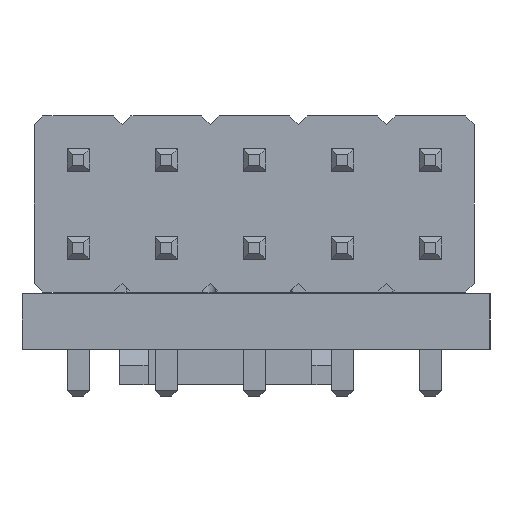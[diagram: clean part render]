
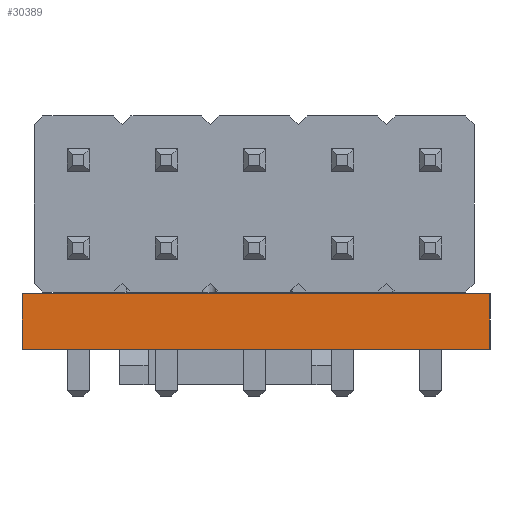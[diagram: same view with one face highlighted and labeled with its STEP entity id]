
A CAD part, left-side view. The second image highlights one B-rep face of the part: STEP entity #30389.
In plain terms, the highlighted planar face has unit normal (-1, 0, 0).
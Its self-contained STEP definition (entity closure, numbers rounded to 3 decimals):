
#30389 = ADVANCED_FACE('',(#30390),#30404,.F.);
#30390 = FACE_BOUND('',#30391,.F.);
#30391 = EDGE_LOOP('',(#30392,#30427,#30455,#30483));
#30392 = ORIENTED_EDGE('',*,*,#30393,.T.);
#30393 = EDGE_CURVE('',#30394,#30396,#30398,.T.);
#30394 = VERTEX_POINT('',#30395);
#30395 = CARTESIAN_POINT('',(-16.4,6.75,0.));
#30396 = VERTEX_POINT('',#30397);
#30397 = CARTESIAN_POINT('',(-16.4,6.75,1.6));
#30398 = SURFACE_CURVE('',#30399,(#30403,#30415),.PCURVE_S1.);
#30399 = LINE('',#30400,#30401);
#30400 = CARTESIAN_POINT('',(-16.4,6.75,0.));
#30401 = VECTOR('',#30402,1.);
#30402 = DIRECTION('',(0.,0.,1.));
#30403 = PCURVE('',#30404,#30409);
#30404 = PLANE('',#30405);
#30405 = AXIS2_PLACEMENT_3D('',#30406,#30407,#30408);
#30406 = CARTESIAN_POINT('',(-16.4,6.75,0.));
#30407 = DIRECTION('',(1.,0.,0.));
#30408 = DIRECTION('',(0.,-1.,0.));
#30409 = DEFINITIONAL_REPRESENTATION('',(#30410),#30414);
#30410 = LINE('',#30411,#30412);
#30411 = CARTESIAN_POINT('',(0.,0.));
#30412 = VECTOR('',#30413,1.);
#30413 = DIRECTION('',(0.,-1.));
#30414 = ( GEOMETRIC_REPRESENTATION_CONTEXT(2) 
PARAMETRIC_REPRESENTATION_CONTEXT() REPRESENTATION_CONTEXT('2D SPACE',''
  ) );
#30415 = PCURVE('',#30416,#30421);
#30416 = PLANE('',#30417);
#30417 = AXIS2_PLACEMENT_3D('',#30418,#30419,#30420);
#30418 = CARTESIAN_POINT('',(-10.4,6.75,0.));
#30419 = DIRECTION('',(0.,-1.,0.));
#30420 = DIRECTION('',(-1.,0.,0.));
#30421 = DEFINITIONAL_REPRESENTATION('',(#30422),#30426);
#30422 = LINE('',#30423,#30424);
#30423 = CARTESIAN_POINT('',(6.,0.));
#30424 = VECTOR('',#30425,1.);
#30425 = DIRECTION('',(0.,-1.));
#30426 = ( GEOMETRIC_REPRESENTATION_CONTEXT(2) 
PARAMETRIC_REPRESENTATION_CONTEXT() REPRESENTATION_CONTEXT('2D SPACE',''
  ) );
#30427 = ORIENTED_EDGE('',*,*,#30428,.T.);
#30428 = EDGE_CURVE('',#30396,#30429,#30431,.T.);
#30429 = VERTEX_POINT('',#30430);
#30430 = CARTESIAN_POINT('',(-16.4,-6.75,1.6));
#30431 = SURFACE_CURVE('',#30432,(#30436,#30443),.PCURVE_S1.);
#30432 = LINE('',#30433,#30434);
#30433 = CARTESIAN_POINT('',(-16.4,6.75,1.6));
#30434 = VECTOR('',#30435,1.);
#30435 = DIRECTION('',(0.,-1.,0.));
#30436 = PCURVE('',#30404,#30437);
#30437 = DEFINITIONAL_REPRESENTATION('',(#30438),#30442);
#30438 = LINE('',#30439,#30440);
#30439 = CARTESIAN_POINT('',(0.,-1.6));
#30440 = VECTOR('',#30441,1.);
#30441 = DIRECTION('',(1.,0.));
#30442 = ( GEOMETRIC_REPRESENTATION_CONTEXT(2) 
PARAMETRIC_REPRESENTATION_CONTEXT() REPRESENTATION_CONTEXT('2D SPACE',''
  ) );
#30443 = PCURVE('',#30444,#30449);
#30444 = PLANE('',#30445);
#30445 = AXIS2_PLACEMENT_3D('',#30446,#30447,#30448);
#30446 = CARTESIAN_POINT('',(0.,0.,1.6));
#30447 = DIRECTION('',(0.,0.,1.));
#30448 = DIRECTION('',(1.,0.,0.));
#30449 = DEFINITIONAL_REPRESENTATION('',(#30450),#30454);
#30450 = LINE('',#30451,#30452);
#30451 = CARTESIAN_POINT('',(-16.4,6.75));
#30452 = VECTOR('',#30453,1.);
#30453 = DIRECTION('',(0.,-1.));
#30454 = ( GEOMETRIC_REPRESENTATION_CONTEXT(2) 
PARAMETRIC_REPRESENTATION_CONTEXT() REPRESENTATION_CONTEXT('2D SPACE',''
  ) );
#30455 = ORIENTED_EDGE('',*,*,#30456,.F.);
#30456 = EDGE_CURVE('',#30457,#30429,#30459,.T.);
#30457 = VERTEX_POINT('',#30458);
#30458 = CARTESIAN_POINT('',(-16.4,-6.75,0.));
#30459 = SURFACE_CURVE('',#30460,(#30464,#30471),.PCURVE_S1.);
#30460 = LINE('',#30461,#30462);
#30461 = CARTESIAN_POINT('',(-16.4,-6.75,0.));
#30462 = VECTOR('',#30463,1.);
#30463 = DIRECTION('',(0.,0.,1.));
#30464 = PCURVE('',#30404,#30465);
#30465 = DEFINITIONAL_REPRESENTATION('',(#30466),#30470);
#30466 = LINE('',#30467,#30468);
#30467 = CARTESIAN_POINT('',(13.5,0.));
#30468 = VECTOR('',#30469,1.);
#30469 = DIRECTION('',(0.,-1.));
#30470 = ( GEOMETRIC_REPRESENTATION_CONTEXT(2) 
PARAMETRIC_REPRESENTATION_CONTEXT() REPRESENTATION_CONTEXT('2D SPACE',''
  ) );
#30471 = PCURVE('',#30472,#30477);
#30472 = PLANE('',#30473);
#30473 = AXIS2_PLACEMENT_3D('',#30474,#30475,#30476);
#30474 = CARTESIAN_POINT('',(-16.4,-6.75,0.));
#30475 = DIRECTION('',(0.,1.,0.));
#30476 = DIRECTION('',(1.,0.,0.));
#30477 = DEFINITIONAL_REPRESENTATION('',(#30478),#30482);
#30478 = LINE('',#30479,#30480);
#30479 = CARTESIAN_POINT('',(0.,0.));
#30480 = VECTOR('',#30481,1.);
#30481 = DIRECTION('',(0.,-1.));
#30482 = ( GEOMETRIC_REPRESENTATION_CONTEXT(2) 
PARAMETRIC_REPRESENTATION_CONTEXT() REPRESENTATION_CONTEXT('2D SPACE',''
  ) );
#30483 = ORIENTED_EDGE('',*,*,#30484,.F.);
#30484 = EDGE_CURVE('',#30394,#30457,#30485,.T.);
#30485 = SURFACE_CURVE('',#30486,(#30490,#30497),.PCURVE_S1.);
#30486 = LINE('',#30487,#30488);
#30487 = CARTESIAN_POINT('',(-16.4,6.75,0.));
#30488 = VECTOR('',#30489,1.);
#30489 = DIRECTION('',(0.,-1.,0.));
#30490 = PCURVE('',#30404,#30491);
#30491 = DEFINITIONAL_REPRESENTATION('',(#30492),#30496);
#30492 = LINE('',#30493,#30494);
#30493 = CARTESIAN_POINT('',(0.,0.));
#30494 = VECTOR('',#30495,1.);
#30495 = DIRECTION('',(1.,0.));
#30496 = ( GEOMETRIC_REPRESENTATION_CONTEXT(2) 
PARAMETRIC_REPRESENTATION_CONTEXT() REPRESENTATION_CONTEXT('2D SPACE',''
  ) );
#30497 = PCURVE('',#30498,#30503);
#30498 = PLANE('',#30499);
#30499 = AXIS2_PLACEMENT_3D('',#30500,#30501,#30502);
#30500 = CARTESIAN_POINT('',(0.,0.,0.));
#30501 = DIRECTION('',(0.,0.,1.));
#30502 = DIRECTION('',(1.,0.,0.));
#30503 = DEFINITIONAL_REPRESENTATION('',(#30504),#30508);
#30504 = LINE('',#30505,#30506);
#30505 = CARTESIAN_POINT('',(-16.4,6.75));
#30506 = VECTOR('',#30507,1.);
#30507 = DIRECTION('',(0.,-1.));
#30508 = ( GEOMETRIC_REPRESENTATION_CONTEXT(2) 
PARAMETRIC_REPRESENTATION_CONTEXT() REPRESENTATION_CONTEXT('2D SPACE',''
  ) );
